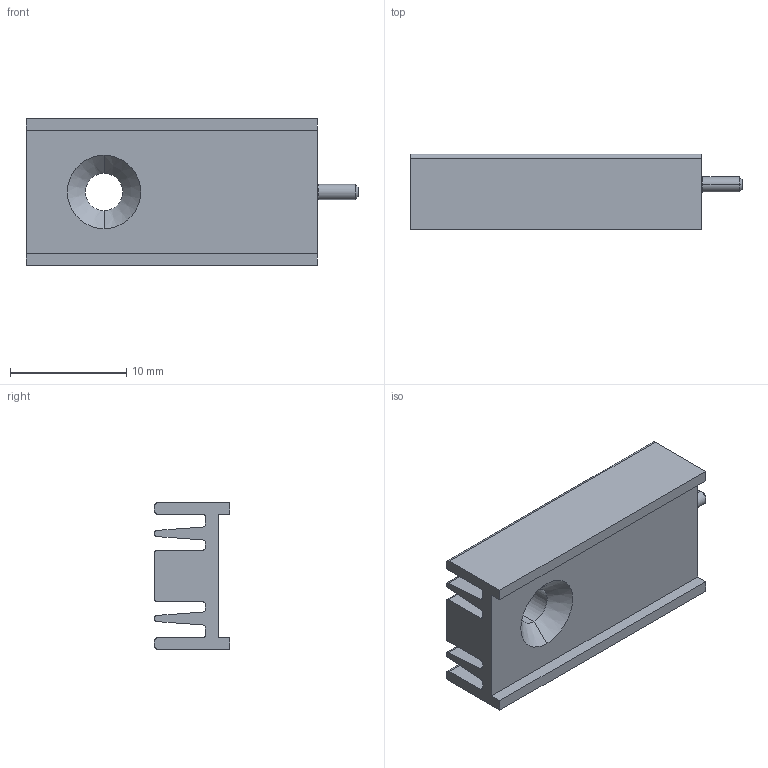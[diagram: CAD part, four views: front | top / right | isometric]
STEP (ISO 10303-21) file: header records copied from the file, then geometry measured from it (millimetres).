
FILE_DESCRIPTION (( 'STEP AP214' ), '1' );
FILE_NAME ('User Library-Disipador 34M8491-1.STEP', '2010-10-20T00:03:38', ( 'sysAdmin' ), ( 'SolidWorks' ), 'SwSTEP 2.0', 'SolidWorks 2010', '' );
FILE_SCHEMA (( 'AUTOMOTIVE_DESIGN' ));
Length unit declared in the file: millimetre
Products named in the file (1): User Library-Disipador 34M8491-1
Bounding box: 28.5 x 6.5 x 12.6 mm (x, y, z)
Volume: 1222.7 mm3; surface area: 1953.5 mm2
Topology: 1 solids, 1 shells, 55 faces, 150 edges, 98 vertices
Faces by surface type: plane 27, cylinder 22, cone 4, torus 2
Entity records: 1786 total; most frequent: DIRECTION 314, CARTESIAN_POINT 304, ORIENTED_EDGE 300, EDGE_CURVE 150, AXIS2_PLACEMENT_3D 108, VERTEX_POINT 98, VECTOR 98, LINE 98
